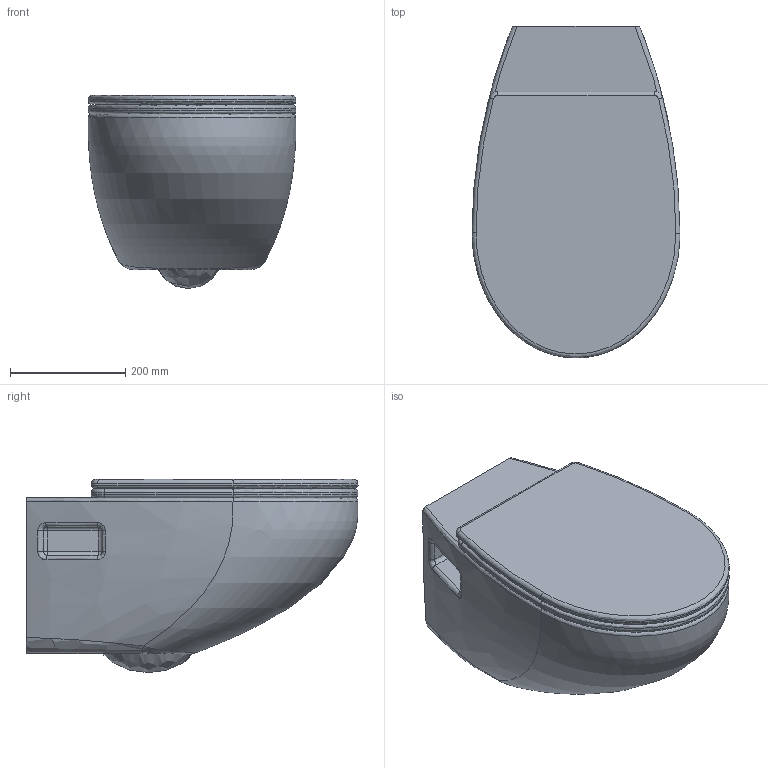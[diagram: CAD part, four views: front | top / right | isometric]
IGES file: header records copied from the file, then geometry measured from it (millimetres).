
Global section: file name: No Iges File Name specified; native system: AutoDesk Inventor R11.0; preprocessor: AutoDesk Inventor Iges Exporter R11.0; author: No Author specified; organization: No Organization specified; date: 20080307.175213; units: millimetre
Bounding box: 360.33 x 575.67 x 334.98 mm (x, y, z)
Volume: 27718433.1 mm3; surface area: 1473885.3 mm2
Topology: 4 solids, 4 shells, 247 faces, 572 edges, 336 vertices
Faces by surface type: bspline 88, plane 52, revolution 50, cylinder 33, torus 24
